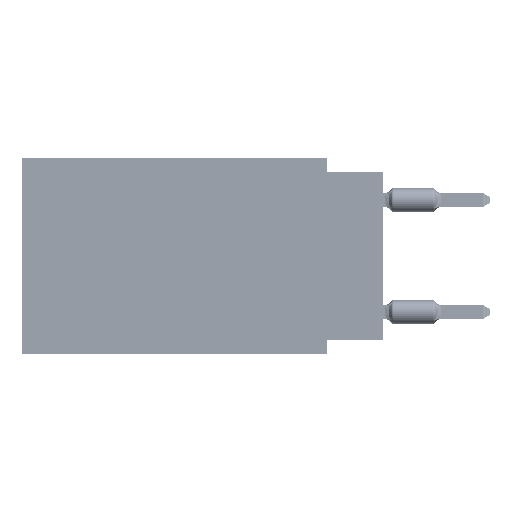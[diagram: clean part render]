
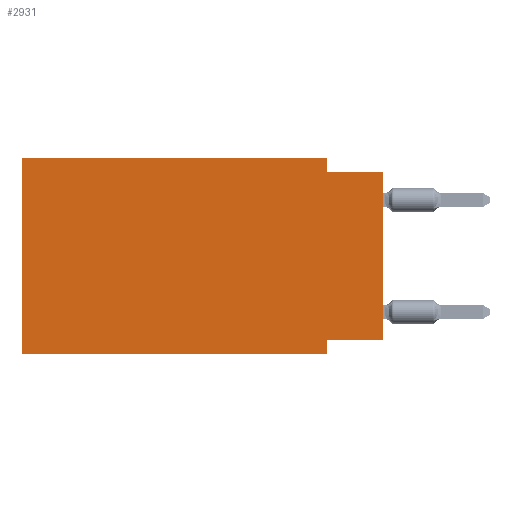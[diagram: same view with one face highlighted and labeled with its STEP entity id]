
A CAD part, left-side view. The second image highlights one B-rep face of the part: STEP entity #2931.
In plain terms, the highlighted planar face has unit normal (-1, 0, 0).
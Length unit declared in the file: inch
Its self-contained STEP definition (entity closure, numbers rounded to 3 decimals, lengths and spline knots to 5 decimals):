
#503 = CARTESIAN_POINT ( 'NONE',  ( 0., 0.1, 0. ) ) ;
#780 = DIRECTION ( 'NONE',  ( 1., 0., 0. ) ) ;
#1180 = CARTESIAN_POINT ( 'NONE',  ( 0., 0., 0. ) ) ;
#2931 = ADVANCED_FACE ( 'NONE', ( #58799 ), #6051, .F. ) ;
#4382 = EDGE_CURVE ( 'NONE', #63164, #58739, #27358, .T. ) ;
#4994 = LINE ( 'NONE', #18521, #17444 ) ;
#5052 = LINE ( 'NONE', #31658, #20908 ) ;
#6051 = PLANE ( 'NONE',  #54281 ) ;
#6471 = DIRECTION ( 'NONE',  ( 0., 0., -1. ) ) ;
#7321 = ORIENTED_EDGE ( 'NONE', *, *, #4382, .T. ) ;
#10384 = EDGE_CURVE ( 'NONE', #16653, #80291, #12748, .T. ) ;
#12103 = LINE ( 'NONE', #26900, #81436 ) ;
#12748 = LINE ( 'NONE', #503, #62281 ) ;
#14050 = CARTESIAN_POINT ( 'NONE',  ( 0., 0.1, -0.025 ) ) ;
#16653 = VERTEX_POINT ( 'NONE', #41328 ) ;
#17250 = ORIENTED_EDGE ( 'NONE', *, *, #76674, .F. ) ;
#17289 = CARTESIAN_POINT ( 'NONE',  ( 0., 0.645, 0. ) ) ;
#17444 = VECTOR ( 'NONE', #63404, 39.37008 ) ;
#18521 = CARTESIAN_POINT ( 'NONE',  ( 0., 0., -0.325 ) ) ;
#18654 = DIRECTION ( 'NONE',  ( 0., -1., 0. ) ) ;
#19063 = CARTESIAN_POINT ( 'NONE',  ( 0., 0.1, -0.35 ) ) ;
#20874 = CARTESIAN_POINT ( 'NONE',  ( 0., 0.1, -0.325 ) ) ;
#20908 = VECTOR ( 'NONE', #59955, 39.37008 ) ;
#23838 = DIRECTION ( 'NONE',  ( 0., 0., 1. ) ) ;
#24292 = DIRECTION ( 'NONE',  ( 0., -1., 0. ) ) ;
#25632 = VERTEX_POINT ( 'NONE', #72744 ) ;
#26900 = CARTESIAN_POINT ( 'NONE',  ( 0., 0., -0.025 ) ) ;
#27358 = LINE ( 'NONE', #1180, #71331 ) ;
#30539 = ORIENTED_EDGE ( 'NONE', *, *, #67255, .T. ) ;
#30739 = VECTOR ( 'NONE', #24292, 39.37008 ) ;
#31658 = CARTESIAN_POINT ( 'NONE',  ( 0., 0.645, 0. ) ) ;
#32090 = ORIENTED_EDGE ( 'NONE', *, *, #40481, .F. ) ;
#34208 = CARTESIAN_POINT ( 'NONE',  ( 0., 0.645, 0. ) ) ;
#38191 = CARTESIAN_POINT ( 'NONE',  ( 0., 0.645, -0.35 ) ) ;
#40481 = EDGE_CURVE ( 'NONE', #55879, #25632, #45628, .T. ) ;
#41328 = CARTESIAN_POINT ( 'NONE',  ( 0., 0.1, 0. ) ) ;
#43082 = EDGE_CURVE ( 'NONE', #80291, #58739, #12103, .T. ) ;
#44342 = CARTESIAN_POINT ( 'NONE',  ( 0., 0.645, -0.35 ) ) ;
#45628 = LINE ( 'NONE', #19063, #82512 ) ;
#45877 = DIRECTION ( 'NONE',  ( 0., 0., -1. ) ) ;
#51540 = ORIENTED_EDGE ( 'NONE', *, *, #68146, .F. ) ;
#52670 = ORIENTED_EDGE ( 'NONE', *, *, #56522, .F. ) ;
#54281 = AXIS2_PLACEMENT_3D ( 'NONE', #67021, #780, #6471 ) ;
#54300 = VECTOR ( 'NONE', #23838, 39.37008 ) ;
#55879 = VERTEX_POINT ( 'NONE', #20874 ) ;
#56331 = EDGE_LOOP ( 'NONE', ( #7321, #65339, #58711, #17250, #51540, #30539, #32090, #52670 ) ) ;
#56522 = EDGE_CURVE ( 'NONE', #63164, #55879, #4994, .T. ) ;
#56953 = LINE ( 'NONE', #17289, #54300 ) ;
#57400 = LINE ( 'NONE', #44342, #30739 ) ;
#58711 = ORIENTED_EDGE ( 'NONE', *, *, #10384, .F. ) ;
#58739 = VERTEX_POINT ( 'NONE', #79224 ) ;
#58799 = FACE_OUTER_BOUND ( 'NONE', #56331, .T. ) ;
#59955 = DIRECTION ( 'NONE',  ( 0., -1., 0. ) ) ;
#62281 = VECTOR ( 'NONE', #45877, 39.37008 ) ;
#63164 = VERTEX_POINT ( 'NONE', #70226 ) ;
#63404 = DIRECTION ( 'NONE',  ( 0., 1., 0. ) ) ;
#64510 = VERTEX_POINT ( 'NONE', #38191 ) ;
#65339 = ORIENTED_EDGE ( 'NONE', *, *, #43082, .F. ) ;
#67021 = CARTESIAN_POINT ( 'NONE',  ( 0., 0.645, 0. ) ) ;
#67255 = EDGE_CURVE ( 'NONE', #64510, #25632, #57400, .T. ) ;
#68146 = EDGE_CURVE ( 'NONE', #64510, #84907, #56953, .T. ) ;
#70226 = CARTESIAN_POINT ( 'NONE',  ( 0., 0., -0.325 ) ) ;
#71331 = VECTOR ( 'NONE', #75700, 39.37008 ) ;
#72744 = CARTESIAN_POINT ( 'NONE',  ( 0., 0.1, -0.35 ) ) ;
#75700 = DIRECTION ( 'NONE',  ( 0., 0., 1. ) ) ;
#76674 = EDGE_CURVE ( 'NONE', #84907, #16653, #5052, .T. ) ;
#79224 = CARTESIAN_POINT ( 'NONE',  ( 0., 0., -0.025 ) ) ;
#79619 = DIRECTION ( 'NONE',  ( 0., 0., -1. ) ) ;
#80291 = VERTEX_POINT ( 'NONE', #14050 ) ;
#81436 = VECTOR ( 'NONE', #18654, 39.37008 ) ;
#82512 = VECTOR ( 'NONE', #79619, 39.37008 ) ;
#84907 = VERTEX_POINT ( 'NONE', #34208 ) ;
